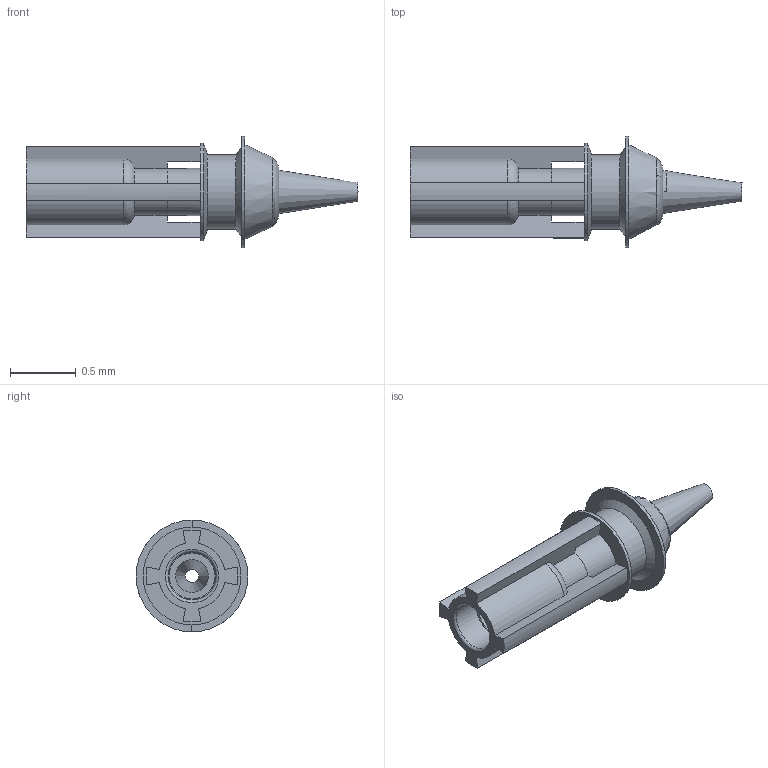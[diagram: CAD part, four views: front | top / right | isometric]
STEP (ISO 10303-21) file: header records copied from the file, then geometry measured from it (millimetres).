
FILE_DESCRIPTION(/* description */ (''),/* implementation_level */ '2;1');
FILE_NAME(/* name */ 'MV_T_100_363_603_9.stp',/* time_stamp */ '2024-02-01T12:49:28+01:00',/* author */ (''),/* organization */ (''),/* preprocessor_version */ 'ST-DEVELOPER v18.1',/* originating_system */ 'SIEMENS PLM Software NX 2000',/* authorisation */ '');
FILE_SCHEMA (('AUTOMOTIVE_DESIGN { 1 0 10303 214 3 1 1 1 }'));
Length unit declared in the file: millimetre
Products named in the file (1): T_9-D10000000970288-D10000000970288_A001
Bounding box: 2.52 x 0.85 x 0.85 mm (x, y, z)
Volume: 0.3 mm3; surface area: 10 mm2
Topology: 1 solids, 1 shells, 149 faces, 412 edges, 254 vertices
Faces by surface type: bspline 38, cylinder 37, plane 33, cone 31, torus 10
Full cylindrical faces by diameter (mm): 0.25 x1, 0.358 x3, 0.366 x4, 0.466 x1, 0.566 x1, 0.745 x1, 0.85 x1
Entity records: 7154 total; most frequent: CARTESIAN_POINT 2789, ORIENTED_EDGE 724, DIRECTION 605, EDGE_CURVE 362, AXIS2_PLACEMENT_3D 245, VERTEX_POINT 239, EDGE_LOOP 187, PRESENTATION_STYLE_ASSIGNMENT 149
